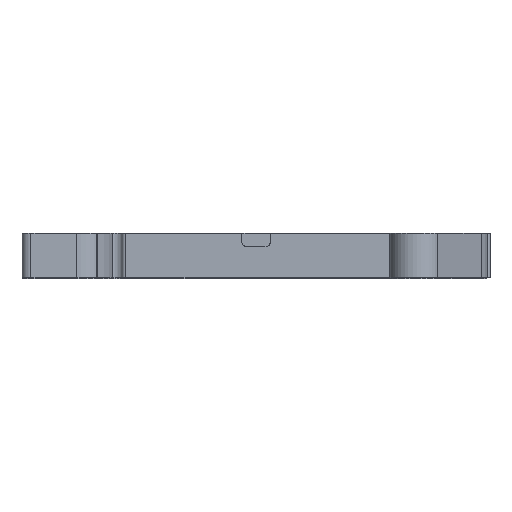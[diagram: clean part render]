
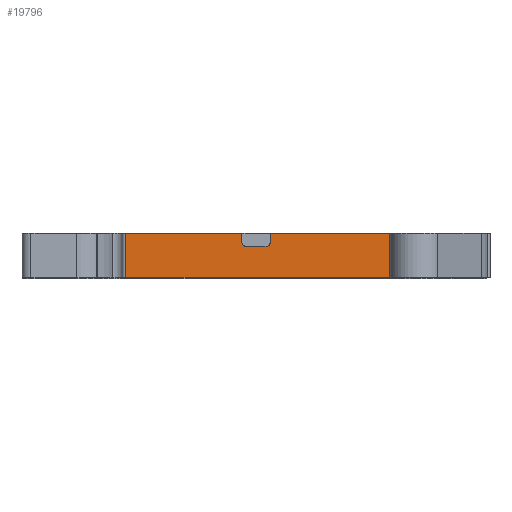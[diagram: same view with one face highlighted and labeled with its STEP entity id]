
A CAD part, front view. The second image highlights one B-rep face of the part: STEP entity #19796.
In plain terms, the highlighted planar face has unit normal (0, -1, 0).
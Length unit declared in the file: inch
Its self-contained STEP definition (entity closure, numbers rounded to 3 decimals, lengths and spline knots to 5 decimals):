
#225 = CARTESIAN_POINT ( 'NONE',  ( 0.60441, 0., 0.20276 ) ) ;
#564 = VECTOR ( 'NONE', #11285, 39.37008 ) ;
#620 = CARTESIAN_POINT ( 'NONE',  ( 0.05621, 0., 0.16339 ) ) ;
#1018 = CARTESIAN_POINT ( 'NONE',  ( -0.06977, 0., 0.20276 ) ) ;
#1459 = VERTEX_POINT ( 'NONE', #12647 ) ;
#1578 = LINE ( 'NONE', #8904, #19841 ) ;
#2153 = LINE ( 'NONE', #225, #17825 ) ;
#2249 = LINE ( 'NONE', #1018, #14627 ) ;
#2511 = VECTOR ( 'NONE', #5383, 39.37008 ) ;
#2578 = CARTESIAN_POINT ( 'NONE',  ( -0.64383, 0., 0.20276 ) ) ;
#2611 = VECTOR ( 'NONE', #14960, 39.37008 ) ;
#2808 = ORIENTED_EDGE ( 'NONE', *, *, #12136, .F. ) ;
#2903 = ORIENTED_EDGE ( 'NONE', *, *, #17215, .F. ) ;
#3224 = CARTESIAN_POINT ( 'NONE',  ( 0.05621, 0., 0.16339 ) ) ;
#3398 = EDGE_CURVE ( 'NONE', #9199, #3985, #1578, .T. ) ;
#3406 = EDGE_LOOP ( 'NONE', ( #4333, #15878, #6929, #5929, #2903, #9945, #17677, #19478, #13644, #2808 ) ) ;
#3664 = EDGE_CURVE ( 'NONE', #18484, #9199, #16406, .T. ) ;
#3851 = EDGE_CURVE ( 'NONE', #18845, #3904, #10833, .T. ) ;
#3904 = VERTEX_POINT ( 'NONE', #620 ) ;
#3979 = VECTOR ( 'NONE', #5534, 39.37008 ) ;
#3984 = CARTESIAN_POINT ( 'NONE',  ( -0.06977, 0., 0.16339 ) ) ;
#3985 = VERTEX_POINT ( 'NONE', #17372 ) ;
#4102 = CARTESIAN_POINT ( 'NONE',  ( 0.05621, 0., 0.20276 ) ) ;
#4333 = ORIENTED_EDGE ( 'NONE', *, *, #3398, .F. ) ;
#4341 = CARTESIAN_POINT ( 'NONE',  ( -0.06977, 0., 0.20276 ) ) ;
#4671 = VERTEX_POINT ( 'NONE', #4341 ) ;
#4991 = EDGE_CURVE ( 'NONE', #9996, #10745, #17533, .T. ) ;
#5029 = VERTEX_POINT ( 'NONE', #3984 ) ;
#5057 = LINE ( 'NONE', #12685, #564 ) ;
#5383 = DIRECTION ( 'NONE',  ( -1., 0., 0. ) ) ;
#5534 = DIRECTION ( 'NONE',  ( 1., 0., 0. ) ) ;
#5677 = CARTESIAN_POINT ( 'NONE',  ( -0.58243, 0., 0.00591 ) ) ;
#5700 = DIRECTION ( 'NONE',  ( -1., 0., 0. ) ) ;
#5929 = ORIENTED_EDGE ( 'NONE', *, *, #4991, .F. ) ;
#6092 = CARTESIAN_POINT ( 'NONE',  ( 0.03653, 0., 0.1437 ) ) ;
#6523 = CARTESIAN_POINT ( 'NONE',  ( -0.60441, 0., 0.20276 ) ) ;
#6929 = ORIENTED_EDGE ( 'NONE', *, *, #11027, .F. ) ;
#7646 = CARTESIAN_POINT ( 'NONE',  ( 0.05621, 0., 0.15185 ) ) ;
#7695 = DIRECTION ( 'NONE',  ( 0., 0., 1. ) ) ;
#8061 = EDGE_CURVE ( 'NONE', #1459, #18845, #10060, .T. ) ;
#8256 = DIRECTION ( 'NONE',  ( 0., 0., -1. ) ) ;
#8354 = DIRECTION ( 'NONE',  ( 0., 0., -1. ) ) ;
#8904 = CARTESIAN_POINT ( 'NONE',  ( -0.58243, 0., 0.20276 ) ) ;
#9182 = CARTESIAN_POINT ( 'NONE',  ( -0.06977, 0., 0.16339 ) ) ;
#9199 = VERTEX_POINT ( 'NONE', #5677 ) ;
#9945 = ORIENTED_EDGE ( 'NONE', *, *, #3851, .F. ) ;
#9996 = VERTEX_POINT ( 'NONE', #4102 ) ;
#10060 = LINE ( 'NONE', #16570, #3979 ) ;
#10292 = CARTESIAN_POINT ( 'NONE',  ( 0.41337, 0., 0.00591 ) ) ;
#10345 = VECTOR ( 'NONE', #17916, 39.37008 ) ;
#10397 = AXIS2_PLACEMENT_3D ( 'NONE', #6523, #12653, #5700 ) ;
#10549 = LINE ( 'NONE', #19669, #2611 ) ;
#10693 = CARTESIAN_POINT ( 'NONE',  ( -0.06977, 0., 0.15185 ) ) ;
#10745 = VERTEX_POINT ( 'NONE', #11591 ) ;
#10833 =( BOUNDED_CURVE ( )  B_SPLINE_CURVE ( 3, ( #15464, #11071, #7646, #3224 ),
 .UNSPECIFIED., .F., .F. ) 
 B_SPLINE_CURVE_WITH_KNOTS ( ( 4, 4 ),
 ( 1.5708, 3.14159 ),
 .UNSPECIFIED. ) 
 CURVE ( )  GEOMETRIC_REPRESENTATION_ITEM ( )  RATIONAL_B_SPLINE_CURVE ( ( 1., 0.805, 0.805, 1. ) ) 
 REPRESENTATION_ITEM ( '' )  );
#11027 = EDGE_CURVE ( 'NONE', #10745, #18484, #2153, .T. ) ;
#11071 = CARTESIAN_POINT ( 'NONE',  ( 0.04806, 0., 0.1437 ) ) ;
#11088 = EDGE_CURVE ( 'NONE', #4671, #5029, #2249, .T. ) ;
#11285 = DIRECTION ( 'NONE',  ( 1., 0., 0. ) ) ;
#11591 = CARTESIAN_POINT ( 'NONE',  ( 0.60441, 0., 0.20276 ) ) ;
#11970 = EDGE_CURVE ( 'NONE', #5029, #1459, #19784, .T. ) ;
#12136 = EDGE_CURVE ( 'NONE', #3985, #4671, #5057, .T. ) ;
#12350 = CARTESIAN_POINT ( 'NONE',  ( 0.60441, 0., 0.00591 ) ) ;
#12542 = FACE_OUTER_BOUND ( 'NONE', #3406, .T. ) ;
#12647 = CARTESIAN_POINT ( 'NONE',  ( -0.05009, 0., 0.1437 ) ) ;
#12653 = DIRECTION ( 'NONE',  ( 0., 1., 0. ) ) ;
#12685 = CARTESIAN_POINT ( 'NONE',  ( -0.64383, 0., 0.20276 ) ) ;
#13644 = ORIENTED_EDGE ( 'NONE', *, *, #11088, .F. ) ;
#13991 = CARTESIAN_POINT ( 'NONE',  ( -0.05009, 0., 0.1437 ) ) ;
#14153 = PLANE ( 'NONE',  #10397 ) ;
#14627 = VECTOR ( 'NONE', #8354, 39.37008 ) ;
#14960 = DIRECTION ( 'NONE',  ( 0., 0., 1. ) ) ;
#15293 = CARTESIAN_POINT ( 'NONE',  ( -0.06162, 0., 0.1437 ) ) ;
#15464 = CARTESIAN_POINT ( 'NONE',  ( 0.03653, 0., 0.1437 ) ) ;
#15878 = ORIENTED_EDGE ( 'NONE', *, *, #3664, .F. ) ;
#16406 = LINE ( 'NONE', #10292, #2511 ) ;
#16570 = CARTESIAN_POINT ( 'NONE',  ( -0.60441, 0., 0.1437 ) ) ;
#17215 = EDGE_CURVE ( 'NONE', #3904, #9996, #10549, .T. ) ;
#17372 = CARTESIAN_POINT ( 'NONE',  ( -0.58243, 0., 0.20276 ) ) ;
#17533 = LINE ( 'NONE', #2578, #10345 ) ;
#17677 = ORIENTED_EDGE ( 'NONE', *, *, #8061, .F. ) ;
#17825 = VECTOR ( 'NONE', #8256, 39.37008 ) ;
#17916 = DIRECTION ( 'NONE',  ( 1., 0., 0. ) ) ;
#18484 = VERTEX_POINT ( 'NONE', #12350 ) ;
#18845 = VERTEX_POINT ( 'NONE', #6092 ) ;
#19478 = ORIENTED_EDGE ( 'NONE', *, *, #11970, .F. ) ;
#19669 = CARTESIAN_POINT ( 'NONE',  ( 0.05621, 0., 0.20276 ) ) ;
#19784 =( BOUNDED_CURVE ( )  B_SPLINE_CURVE ( 3, ( #9182, #10693, #15293, #13991 ),
 .UNSPECIFIED., .F., .T. ) 
 B_SPLINE_CURVE_WITH_KNOTS ( ( 4, 4 ),
 ( 0., 1.5708 ),
 .UNSPECIFIED. ) 
 CURVE ( )  GEOMETRIC_REPRESENTATION_ITEM ( )  RATIONAL_B_SPLINE_CURVE ( ( 1., 0.805, 0.805, 1. ) ) 
 REPRESENTATION_ITEM ( '' )  );
#19796 = ADVANCED_FACE ( 'NONE', ( #12542 ), #14153, .F. ) ;
#19841 = VECTOR ( 'NONE', #7695, 39.37008 ) ;
